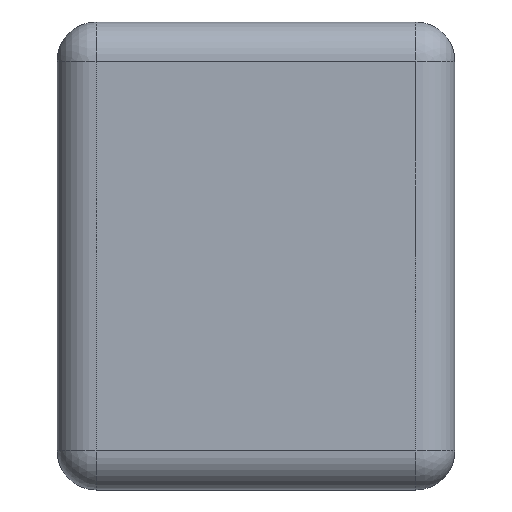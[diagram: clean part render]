
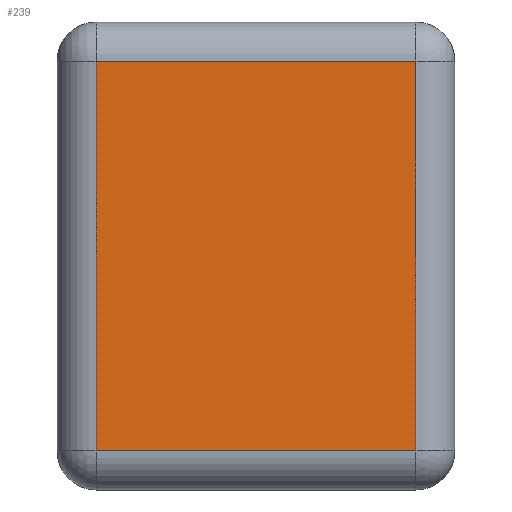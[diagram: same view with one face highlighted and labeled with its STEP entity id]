
A CAD part, left-side view. The second image highlights one B-rep face of the part: STEP entity #239.
In plain terms, the highlighted planar face has unit normal (-1, 0, 0).
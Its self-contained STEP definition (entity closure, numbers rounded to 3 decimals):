
#219 = EDGE_CURVE ( 'NONE', #244, #246, #1026, .T. ) ;
#220 = ORIENTED_EDGE ( 'NONE', *, *, #221, .T. ) ;
#221 = EDGE_CURVE ( 'NONE', #246, #222, #1078, .T. ) ;
#222 = VERTEX_POINT ( 'NONE', #1074 ) ;
#223 = ORIENTED_EDGE ( 'NONE', *, *, #224, .T. ) ;
#224 = EDGE_CURVE ( 'NONE', #222, #243, #1072, .T. ) ;
#239 = ADVANCED_FACE ( 'NONE', ( #1091 ), #1138, .F. ) ;
#240 = EDGE_LOOP ( 'NONE', ( #241, #245, #220, #223 ) ) ;
#241 = ORIENTED_EDGE ( 'NONE', *, *, #242, .T. ) ;
#242 = EDGE_CURVE ( 'NONE', #243, #244, #1133, .T. ) ;
#243 = VERTEX_POINT ( 'NONE', #1129 ) ;
#244 = VERTEX_POINT ( 'NONE', #1128 ) ;
#245 = ORIENTED_EDGE ( 'NONE', *, *, #219, .T. ) ;
#246 = VERTEX_POINT ( 'NONE', #1127 ) ;
#1023 = DIRECTION ( 'NONE',  ( 0., 0., -1. ) ) ;
#1024 = VECTOR ( 'NONE', #1023, 1000. ) ;
#1025 = CARTESIAN_POINT ( 'NONE',  ( -0.65, 0.46, 0.3 ) ) ;
#1026 = LINE ( 'NONE', #1025, #1024 ) ;
#1069 = DIRECTION ( 'NONE',  ( 0., 0., 1. ) ) ;
#1070 = VECTOR ( 'NONE', #1069, 1000. ) ;
#1071 = CARTESIAN_POINT ( 'NONE',  ( -0.65, 0.05, 0.3 ) ) ;
#1072 = LINE ( 'NONE', #1071, #1070 ) ;
#1074 = CARTESIAN_POINT ( 'NONE',  ( -0.65, 0.05, -0.25 ) ) ;
#1075 = DIRECTION ( 'NONE',  ( 0., -1., 0. ) ) ;
#1076 = VECTOR ( 'NONE', #1075, 1000. ) ;
#1077 = CARTESIAN_POINT ( 'NONE',  ( -0.65, 0.51, -0.25 ) ) ;
#1078 = LINE ( 'NONE', #1077, #1076 ) ;
#1091 = FACE_OUTER_BOUND ( 'NONE', #240, .T. ) ;
#1127 = CARTESIAN_POINT ( 'NONE',  ( -0.65, 0.46, -0.25 ) ) ;
#1128 = CARTESIAN_POINT ( 'NONE',  ( -0.65, 0.46, 0.25 ) ) ;
#1129 = CARTESIAN_POINT ( 'NONE',  ( -0.65, 0.05, 0.25 ) ) ;
#1130 = DIRECTION ( 'NONE',  ( 0., 1., 0. ) ) ;
#1131 = VECTOR ( 'NONE', #1130, 1000. ) ;
#1132 = CARTESIAN_POINT ( 'NONE',  ( -0.65, 0.51, 0.25 ) ) ;
#1133 = LINE ( 'NONE', #1132, #1131 ) ;
#1134 = DIRECTION ( 'NONE',  ( 0., 0., -1. ) ) ;
#1135 = DIRECTION ( 'NONE',  ( 1., 0., 0. ) ) ;
#1136 = CARTESIAN_POINT ( 'NONE',  ( -0.65, 0.51, 0.3 ) ) ;
#1137 = AXIS2_PLACEMENT_3D ( 'NONE', #1136, #1135, #1134 ) ;
#1138 = PLANE ( 'NONE',  #1137 ) ;
